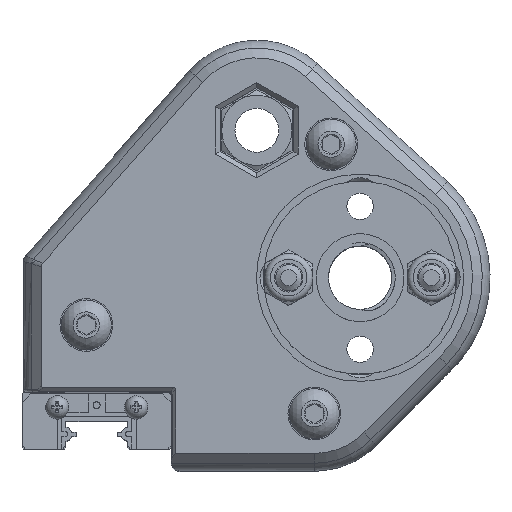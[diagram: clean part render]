
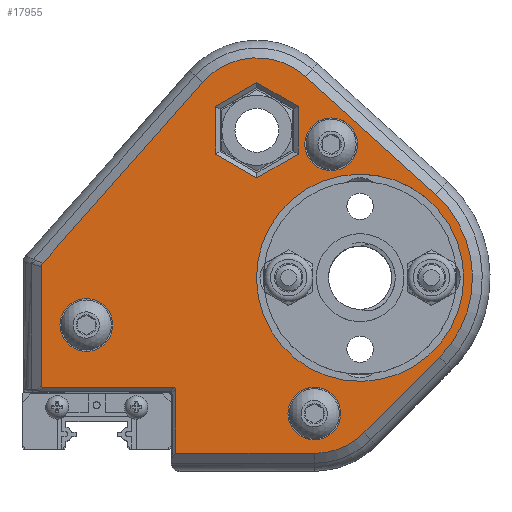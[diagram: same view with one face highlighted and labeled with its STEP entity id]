
A CAD part, top view. The second image highlights one B-rep face of the part: STEP entity #17955.
In plain terms, the highlighted planar face has unit normal (0, 0, 1).
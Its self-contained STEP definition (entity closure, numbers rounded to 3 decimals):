
#158=ELLIPSE('',#19503,0.52,0.3);
#162=ELLIPSE('',#19513,0.52,0.3);
#171=ELLIPSE('',#19542,1.464,1.);
#812=FACE_BOUND('',#6125,.T.);
#813=FACE_BOUND('',#6126,.T.);
#814=FACE_BOUND('',#6127,.T.);
#815=FACE_BOUND('',#6128,.T.);
#816=FACE_BOUND('',#6129,.T.);
#1143=PLANE('',#19538);
#1932=LINE('',#35437,#3241);
#1936=LINE('',#35446,#3245);
#1940=LINE('',#35456,#3249);
#1972=LINE('',#35799,#3281);
#1973=LINE('',#35803,#3282);
#1974=LINE('',#35807,#3283);
#1975=LINE('',#35810,#3284);
#1976=LINE('',#35815,#3285);
#1977=LINE('',#35817,#3286);
#1978=LINE('',#35819,#3287);
#1979=LINE('',#35821,#3288);
#1980=LINE('',#35823,#3289);
#1981=LINE('',#35824,#3290);
#3241=VECTOR('',#22872,10.);
#3245=VECTOR('',#22882,10.);
#3249=VECTOR('',#22890,10.);
#3281=VECTOR('',#22988,10.);
#3282=VECTOR('',#22991,10.);
#3283=VECTOR('',#22994,10.);
#3284=VECTOR('',#22997,10.);
#3285=VECTOR('',#23000,10.);
#3286=VECTOR('',#23001,10.);
#3287=VECTOR('',#23002,10.);
#3288=VECTOR('',#23003,10.);
#3289=VECTOR('',#23004,10.);
#3290=VECTOR('',#23005,10.);
#4985=FACE_OUTER_BOUND('',#6124,.T.);
#6124=EDGE_LOOP('',(#14302,#14303,#14304,#14305,#14306,#14307,#14308,#14309,
#14310,#14311,#14312,#14313,#14314));
#6125=EDGE_LOOP('',(#14315));
#6126=EDGE_LOOP('',(#14316,#14317,#14318,#14319,#14320,#14321));
#6127=EDGE_LOOP('',(#14322));
#6128=EDGE_LOOP('',(#14323));
#6129=EDGE_LOOP('',(#14324));
#7068=CIRCLE('',#19539,8.);
#7069=CIRCLE('',#19540,12.8);
#7070=CIRCLE('',#19541,8.25);
#7071=CIRCLE('',#19543,3.);
#7072=CIRCLE('',#19544,11.8);
#7073=CIRCLE('',#19545,3.);
#7074=CIRCLE('',#19546,3.);
#8265=VERTEX_POINT('',#35434);
#8266=VERTEX_POINT('',#35436);
#8267=VERTEX_POINT('',#35440);
#8268=VERTEX_POINT('',#35444);
#8272=VERTEX_POINT('',#35454);
#8281=VERTEX_POINT('',#35498);
#8317=VERTEX_POINT('',#35796);
#8318=VERTEX_POINT('',#35798);
#8319=VERTEX_POINT('',#35800);
#8320=VERTEX_POINT('',#35802);
#8321=VERTEX_POINT('',#35804);
#8322=VERTEX_POINT('',#35806);
#8323=VERTEX_POINT('',#35808);
#8324=VERTEX_POINT('',#35811);
#8325=VERTEX_POINT('',#35813);
#8326=VERTEX_POINT('',#35814);
#8327=VERTEX_POINT('',#35816);
#8328=VERTEX_POINT('',#35818);
#8329=VERTEX_POINT('',#35820);
#8330=VERTEX_POINT('',#35822);
#8331=VERTEX_POINT('',#35825);
#8332=VERTEX_POINT('',#35827);
#8333=VERTEX_POINT('',#35829);
#10381=EDGE_CURVE('',#8265,#8266,#1932,.T.);
#10384=EDGE_CURVE('',#8267,#8265,#158,.T.);
#10386=EDGE_CURVE('',#8268,#8267,#1936,.T.);
#10391=EDGE_CURVE('',#8272,#8268,#1940,.T.);
#10402=EDGE_CURVE('',#8266,#8281,#162,.T.);
#10450=EDGE_CURVE('',#8317,#8272,#7068,.T.);
#10451=EDGE_CURVE('',#8318,#8317,#1972,.T.);
#10452=EDGE_CURVE('',#8319,#8318,#7069,.T.);
#10453=EDGE_CURVE('',#8320,#8319,#1973,.T.);
#10454=EDGE_CURVE('',#8321,#8320,#7070,.T.);
#10455=EDGE_CURVE('',#8322,#8321,#1974,.T.);
#10456=EDGE_CURVE('',#8322,#8323,#171,.T.);
#10457=EDGE_CURVE('',#8323,#8281,#1975,.T.);
#10458=EDGE_CURVE('',#8324,#8324,#7071,.T.);
#10459=EDGE_CURVE('',#8325,#8326,#1976,.T.);
#10460=EDGE_CURVE('',#8327,#8325,#1977,.T.);
#10461=EDGE_CURVE('',#8328,#8327,#1978,.T.);
#10462=EDGE_CURVE('',#8329,#8328,#1979,.T.);
#10463=EDGE_CURVE('',#8330,#8329,#1980,.T.);
#10464=EDGE_CURVE('',#8326,#8330,#1981,.T.);
#10465=EDGE_CURVE('',#8331,#8331,#7072,.T.);
#10466=EDGE_CURVE('',#8332,#8332,#7073,.T.);
#10467=EDGE_CURVE('',#8333,#8333,#7074,.T.);
#14302=ORIENTED_EDGE('',*,*,#10402,.F.);
#14303=ORIENTED_EDGE('',*,*,#10381,.F.);
#14304=ORIENTED_EDGE('',*,*,#10384,.F.);
#14305=ORIENTED_EDGE('',*,*,#10386,.F.);
#14306=ORIENTED_EDGE('',*,*,#10391,.F.);
#14307=ORIENTED_EDGE('',*,*,#10450,.F.);
#14308=ORIENTED_EDGE('',*,*,#10451,.F.);
#14309=ORIENTED_EDGE('',*,*,#10452,.F.);
#14310=ORIENTED_EDGE('',*,*,#10453,.F.);
#14311=ORIENTED_EDGE('',*,*,#10454,.F.);
#14312=ORIENTED_EDGE('',*,*,#10455,.F.);
#14313=ORIENTED_EDGE('',*,*,#10456,.T.);
#14314=ORIENTED_EDGE('',*,*,#10457,.T.);
#14315=ORIENTED_EDGE('',*,*,#10458,.F.);
#14316=ORIENTED_EDGE('',*,*,#10459,.F.);
#14317=ORIENTED_EDGE('',*,*,#10460,.F.);
#14318=ORIENTED_EDGE('',*,*,#10461,.F.);
#14319=ORIENTED_EDGE('',*,*,#10462,.F.);
#14320=ORIENTED_EDGE('',*,*,#10463,.F.);
#14321=ORIENTED_EDGE('',*,*,#10464,.F.);
#14322=ORIENTED_EDGE('',*,*,#10465,.T.);
#14323=ORIENTED_EDGE('',*,*,#10466,.T.);
#14324=ORIENTED_EDGE('',*,*,#10467,.T.);
#17955=ADVANCED_FACE('',(#4985,#812,#813,#814,#815,#816),#1143,.T.);
#19503=AXIS2_PLACEMENT_3D('',#35442,#22877,#22878);
#19513=AXIS2_PLACEMENT_3D('',#35499,#22910,#22911);
#19538=AXIS2_PLACEMENT_3D('',#35795,#22984,#22985);
#19539=AXIS2_PLACEMENT_3D('',#35797,#22986,#22987);
#19540=AXIS2_PLACEMENT_3D('',#35801,#22989,#22990);
#19541=AXIS2_PLACEMENT_3D('',#35805,#22992,#22993);
#19542=AXIS2_PLACEMENT_3D('',#35809,#22995,#22996);
#19543=AXIS2_PLACEMENT_3D('',#35812,#22998,#22999);
#19544=AXIS2_PLACEMENT_3D('',#35826,#23006,#23007);
#19545=AXIS2_PLACEMENT_3D('',#35828,#23008,#23009);
#19546=AXIS2_PLACEMENT_3D('',#35830,#23010,#23011);
#22872=DIRECTION('',(-1.,0.,0.));
#22877=DIRECTION('center_axis',(0.,0.,1.));
#22878=DIRECTION('ref_axis',(0.707,0.707,0.));
#22882=DIRECTION('',(0.,1.,0.));
#22890=DIRECTION('',(-1.,0.,0.));
#22910=DIRECTION('center_axis',(0.,0.,-1.));
#22911=DIRECTION('ref_axis',(-0.707,-0.707,0.));
#22984=DIRECTION('center_axis',(0.,0.,1.));
#22985=DIRECTION('ref_axis',(-1.,0.,0.));
#22986=DIRECTION('center_axis',(0.,0.,-1.));
#22987=DIRECTION('ref_axis',(0.383,-0.924,0.));
#22988=DIRECTION('',(-0.707,-0.707,0.));
#22989=DIRECTION('center_axis',(0.,0.,-1.));
#22990=DIRECTION('ref_axis',(0.707,-0.707,0.));
#22991=DIRECTION('',(0.741,-0.672,0.));
#22992=DIRECTION('center_axis',(0.,0.,-1.));
#22993=DIRECTION('ref_axis',(0.672,0.741,0.));
#22994=DIRECTION('',(0.662,0.749,0.));
#22995=DIRECTION('center_axis',(0.,0.,1.));
#22996=DIRECTION('ref_axis',(-0.935,0.354,0.));
#22997=DIRECTION('',(0.,-1.,0.));
#22998=DIRECTION('center_axis',(0.,0.,1.));
#22999=DIRECTION('ref_axis',(1.,0.,0.));
#23000=DIRECTION('',(0.866,0.5,0.));
#23001=DIRECTION('',(0.866,-0.5,0.));
#23002=DIRECTION('',(0.,-1.,0.));
#23003=DIRECTION('',(-0.866,-0.5,0.));
#23004=DIRECTION('',(-0.866,0.5,0.));
#23005=DIRECTION('',(0.,1.,0.));
#23006=DIRECTION('center_axis',(0.,0.,-1.));
#23007=DIRECTION('ref_axis',(0.776,-0.631,0.));
#23008=DIRECTION('center_axis',(0.,0.,-1.));
#23009=DIRECTION('ref_axis',(-1.,0.,0.));
#23010=DIRECTION('center_axis',(0.,0.,-1.));
#23011=DIRECTION('ref_axis',(-1.,0.,0.));
#35434=CARTESIAN_POINT('',(-0.212,-1.,0.));
#35436=CARTESIAN_POINT('',(-15.083,-1.,0.));
#35437=CARTESIAN_POINT('',(3.376,-1.,0.));
#35440=CARTESIAN_POINT('',(0.,-1.212,0.));
#35442=CARTESIAN_POINT('Origin',(-0.424,-1.424,0.));
#35444=CARTESIAN_POINT('',(0.,-8.5,0.));
#35446=CARTESIAN_POINT('',(0.,1.763,0.));
#35454=CARTESIAN_POINT('',(15.79,-8.5,0.));
#35456=CARTESIAN_POINT('',(13.592,-8.5,0.));
#35498=CARTESIAN_POINT('',(-15.295,-0.788,0.));
#35499=CARTESIAN_POINT('Origin',(-14.871,-0.576,0.));
#35795=CARTESIAN_POINT('Origin',(7.252,14.025,0.));
#35796=CARTESIAN_POINT('',(21.447,-6.157,0.));
#35797=CARTESIAN_POINT('Origin',(15.79,-0.5,0.));
#35798=CARTESIAN_POINT('',(30.055,2.451,0.));
#35799=CARTESIAN_POINT('',(27.248,-0.357,0.));
#35800=CARTESIAN_POINT('',(29.601,20.984,0.));
#35801=CARTESIAN_POINT('Origin',(21.004,11.502,0.));
#35802=CARTESIAN_POINT('',(14.791,34.412,0.));
#35803=CARTESIAN_POINT('',(17.795,31.689,0.));
#35804=CARTESIAN_POINT('',(3.067,33.762,0.));
#35805=CARTESIAN_POINT('Origin',(9.25,28.3,0.));
#35806=CARTESIAN_POINT('',(-15.118,13.177,0.));
#35807=CARTESIAN_POINT('',(-12.346,16.314,0.));
#35808=CARTESIAN_POINT('',(-15.295,12.709,0.));
#35809=CARTESIAN_POINT('Origin',(-13.881,12.441,0.));
#35810=CARTESIAN_POINT('',(-15.295,13.595,0.));
#35811=CARTESIAN_POINT('',(-13.175,6.125,0.));
#35812=CARTESIAN_POINT('Origin',(-10.175,6.125,0.));
#35813=CARTESIAN_POINT('',(9.25,22.873,0.));
#35814=CARTESIAN_POINT('',(13.95,25.586,0.));
#35815=CARTESIAN_POINT('',(8.81,22.619,0.));
#35816=CARTESIAN_POINT('',(4.55,25.586,0.));
#35817=CARTESIAN_POINT('',(8.941,23.051,0.));
#35818=CARTESIAN_POINT('',(4.55,31.014,0.));
#35819=CARTESIAN_POINT('',(4.55,19.95,0.));
#35820=CARTESIAN_POINT('',(9.25,33.727,0.));
#35821=CARTESIAN_POINT('',(2.01,29.547,0.));
#35822=CARTESIAN_POINT('',(13.95,31.014,0.));
#35823=CARTESIAN_POINT('',(14.241,30.845,0.));
#35824=CARTESIAN_POINT('',(13.95,22.375,0.));
#35825=CARTESIAN_POINT('',(11.851,18.949,0.));
#35826=CARTESIAN_POINT('Origin',(21.004,11.502,0.));
#35827=CARTESIAN_POINT('',(18.79,-3.972,0.));
#35828=CARTESIAN_POINT('Origin',(15.79,-3.972,0.));
#35829=CARTESIAN_POINT('',(20.705,26.702,0.));
#35830=CARTESIAN_POINT('Origin',(17.705,26.702,0.));
